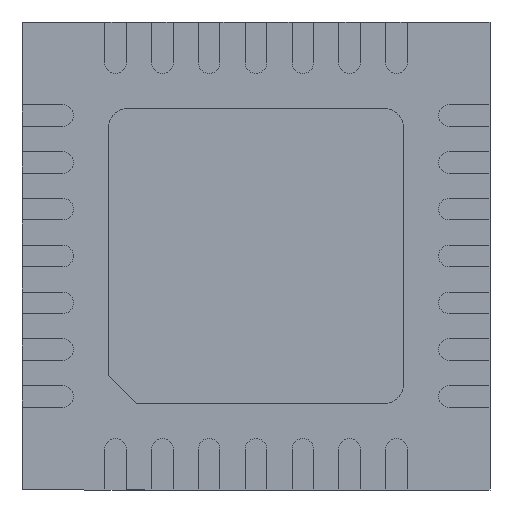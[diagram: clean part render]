
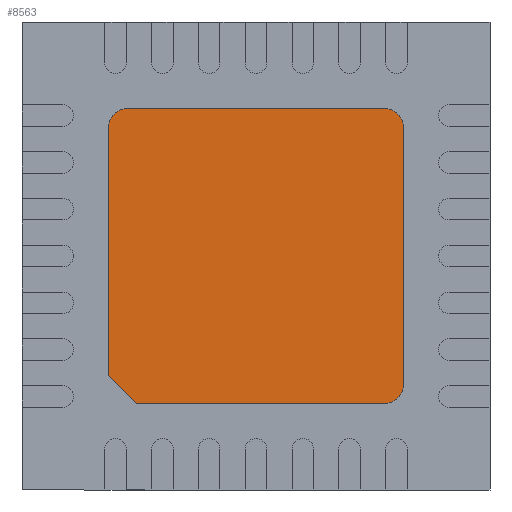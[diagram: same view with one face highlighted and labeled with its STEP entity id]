
A CAD part, front view. The second image highlights one B-rep face of the part: STEP entity #8563.
In plain terms, the highlighted planar face has unit normal (0, -1, 0).
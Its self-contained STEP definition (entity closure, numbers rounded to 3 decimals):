
#271 = ORIENTED_EDGE ( 'NONE', *, *, #283, .T. ) ;
#283 = EDGE_CURVE ( 'NONE', #5761, #4816, #4039, .T. ) ;
#568 = AXIS2_PLACEMENT_3D ( 'NONE', #9198, #5437, #7016 ) ;
#799 = VERTEX_POINT ( 'NONE', #8776 ) ;
#856 = ORIENTED_EDGE ( 'NONE', *, *, #9732, .T. ) ;
#898 = LINE ( 'NONE', #6770, #9222 ) ;
#1087 = LINE ( 'NONE', #8049, #1324 ) ;
#1257 = AXIS2_PLACEMENT_3D ( 'NONE', #5095, #7524, #2163 ) ;
#1324 = VECTOR ( 'NONE', #1981, 1000. ) ;
#1981 = DIRECTION ( 'NONE',  ( -1., 0., 0. ) ) ;
#2138 = VERTEX_POINT ( 'NONE', #4826 ) ;
#2141 = DIRECTION ( 'NONE',  ( 1., 0., 0. ) ) ;
#2163 = DIRECTION ( 'NONE',  ( 0., 0., 1. ) ) ;
#2205 = PLANE ( 'NONE',  #8396 ) ;
#2616 = VECTOR ( 'NONE', #5489, 1000. ) ;
#2940 = EDGE_CURVE ( 'NONE', #3551, #2138, #4212, .T. ) ;
#2953 = DIRECTION ( 'NONE',  ( 0., 0., -1. ) ) ;
#2994 = VECTOR ( 'NONE', #8176, 1000. ) ;
#3259 = EDGE_CURVE ( 'NONE', #7313, #9391, #898, .T. ) ;
#3440 = DIRECTION ( 'NONE',  ( 0., 0., 1. ) ) ;
#3507 = CARTESIAN_POINT ( 'NONE',  ( 1.575, 0., -1.375 ) ) ;
#3551 = VERTEX_POINT ( 'NONE', #3958 ) ;
#3958 = CARTESIAN_POINT ( 'NONE',  ( -1.375, 0., 1.575 ) ) ;
#4039 = LINE ( 'NONE', #3507, #6334 ) ;
#4212 = CIRCLE ( 'NONE', #9102, 0.2 ) ;
#4306 = DIRECTION ( 'NONE',  ( 0., -1., 0. ) ) ;
#4397 = ORIENTED_EDGE ( 'NONE', *, *, #9474, .T. ) ;
#4457 = DIRECTION ( 'NONE',  ( 0., -1., 0. ) ) ;
#4649 = LINE ( 'NONE', #7721, #2616 ) ;
#4657 = ORIENTED_EDGE ( 'NONE', *, *, #3259, .T. ) ;
#4752 = CIRCLE ( 'NONE', #568, 0.2 ) ;
#4816 = VERTEX_POINT ( 'NONE', #5708 ) ;
#4826 = CARTESIAN_POINT ( 'NONE',  ( -1.575, 0., 1.375 ) ) ;
#5005 = CARTESIAN_POINT ( 'NONE',  ( 1.375, 0., -1.575 ) ) ;
#5095 = CARTESIAN_POINT ( 'NONE',  ( 1.375, 0., 1.375 ) ) ;
#5262 = EDGE_LOOP ( 'NONE', ( #856, #271, #9335, #4397, #6554, #6237, #8938, #4657 ) ) ;
#5386 = CARTESIAN_POINT ( 'NONE',  ( 1.575, 0., -1.375 ) ) ;
#5396 = VERTEX_POINT ( 'NONE', #6471 ) ;
#5437 = DIRECTION ( 'NONE',  ( 0., -1., 0. ) ) ;
#5489 = DIRECTION ( 'NONE',  ( 0., 0., -1. ) ) ;
#5708 = CARTESIAN_POINT ( 'NONE',  ( 1.575, 0., 1.375 ) ) ;
#5761 = VERTEX_POINT ( 'NONE', #5386 ) ;
#5898 = DIRECTION ( 'NONE',  ( 0., 0., -1. ) ) ;
#6237 = ORIENTED_EDGE ( 'NONE', *, *, #8109, .T. ) ;
#6334 = VECTOR ( 'NONE', #3440, 1000. ) ;
#6384 = CARTESIAN_POINT ( 'NONE',  ( -1.275, 0., -1.575 ) ) ;
#6471 = CARTESIAN_POINT ( 'NONE',  ( -1.575, 0., -1.275 ) ) ;
#6554 = ORIENTED_EDGE ( 'NONE', *, *, #2940, .T. ) ;
#6770 = CARTESIAN_POINT ( 'NONE',  ( 1.375, 0., -1.575 ) ) ;
#6825 = LINE ( 'NONE', #6384, #2994 ) ;
#7016 = DIRECTION ( 'NONE',  ( 0., 0., -1. ) ) ;
#7247 = EDGE_CURVE ( 'NONE', #5396, #7313, #6825, .T. ) ;
#7313 = VERTEX_POINT ( 'NONE', #8080 ) ;
#7417 = CIRCLE ( 'NONE', #1257, 0.2 ) ;
#7524 = DIRECTION ( 'NONE',  ( 0., -1., 0. ) ) ;
#7721 = CARTESIAN_POINT ( 'NONE',  ( -1.575, 0., -1.275 ) ) ;
#7952 = EDGE_CURVE ( 'NONE', #4816, #799, #7417, .T. ) ;
#8049 = CARTESIAN_POINT ( 'NONE',  ( 1.375, 0., 1.575 ) ) ;
#8080 = CARTESIAN_POINT ( 'NONE',  ( -1.275, 0., -1.575 ) ) ;
#8109 = EDGE_CURVE ( 'NONE', #2138, #5396, #4649, .T. ) ;
#8176 = DIRECTION ( 'NONE',  ( 0.707, 0., -0.707 ) ) ;
#8396 = AXIS2_PLACEMENT_3D ( 'NONE', #9021, #4457, #2953 ) ;
#8563 = ADVANCED_FACE ( 'NONE', ( #9042 ), #2205, .T. ) ;
#8776 = CARTESIAN_POINT ( 'NONE',  ( 1.375, 0., 1.575 ) ) ;
#8938 = ORIENTED_EDGE ( 'NONE', *, *, #7247, .T. ) ;
#9021 = CARTESIAN_POINT ( 'NONE',  ( 1.375, 0., -1.375 ) ) ;
#9042 = FACE_OUTER_BOUND ( 'NONE', #5262, .T. ) ;
#9102 = AXIS2_PLACEMENT_3D ( 'NONE', #9695, #4306, #5898 ) ;
#9198 = CARTESIAN_POINT ( 'NONE',  ( 1.375, 0., -1.375 ) ) ;
#9222 = VECTOR ( 'NONE', #2141, 1000. ) ;
#9335 = ORIENTED_EDGE ( 'NONE', *, *, #7952, .T. ) ;
#9391 = VERTEX_POINT ( 'NONE', #5005 ) ;
#9474 = EDGE_CURVE ( 'NONE', #799, #3551, #1087, .T. ) ;
#9695 = CARTESIAN_POINT ( 'NONE',  ( -1.375, 0., 1.375 ) ) ;
#9732 = EDGE_CURVE ( 'NONE', #9391, #5761, #4752, .T. ) ;
